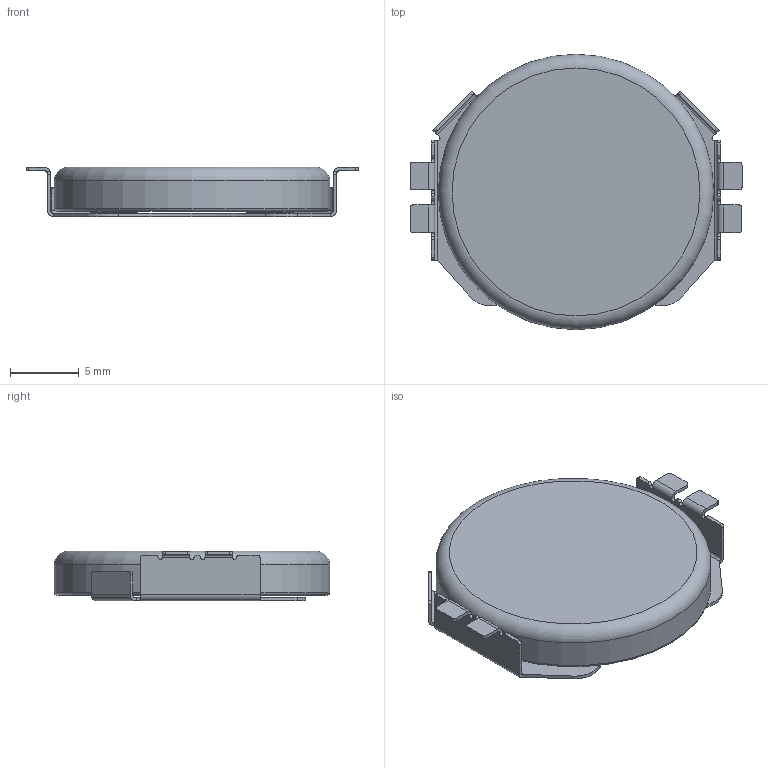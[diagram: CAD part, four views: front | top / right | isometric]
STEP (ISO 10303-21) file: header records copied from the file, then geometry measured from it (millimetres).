
FILE_DESCRIPTION(/* description */ (''),/* implementation_level */ '2;1');
FILE_NAME(/* name */ 'CR2032.step',/* time_stamp */ '2022-09-28T13:28:17-04:00',/* author */ (''),/* organization */ (''),/* preprocessor_version */ 'ST-DEVELOPER v19',/* originating_system */ 'Autodesk Translation Framework v11.7.0.108',/* authorisation */ '');
FILE_SCHEMA (('AUTOMOTIVE_DESIGN { 1 0 10303 214 3 1 1 }'));
Length unit declared in the file: millimetre
Products named in the file (5): jellyfish_lights_PCA_Rev_B01; bh-67d-5-model; COMPOUND (1); CR2032; SOLID (5)
Assembly tree (4 placements, depth 3):
  jellyfish_lights_PCA_Rev_B01
    bh-67d-5-model
      COMPOUND (1)
    CR2032
      SOLID (5)
Bounding box: 24.1 x 20 x 3.6 mm (x, y, z)
Volume: 1075.9 mm3; surface area: 1516.8 mm2
Topology: 2 solids, 3 shells, 218 faces, 573 edges, 360 vertices
Faces by surface type: cylinder 101, plane 71, bspline 26, torus 20
Full cylindrical faces by diameter (mm): 20 x1
Entity records: 8107 total; most frequent: CARTESIAN_POINT 2618, DIRECTION 1163, ORIENTED_EDGE 1127, EDGE_CURVE 573, AXIS2_PLACEMENT_3D 443, VERTEX_POINT 360, LINE 277, VECTOR 277
